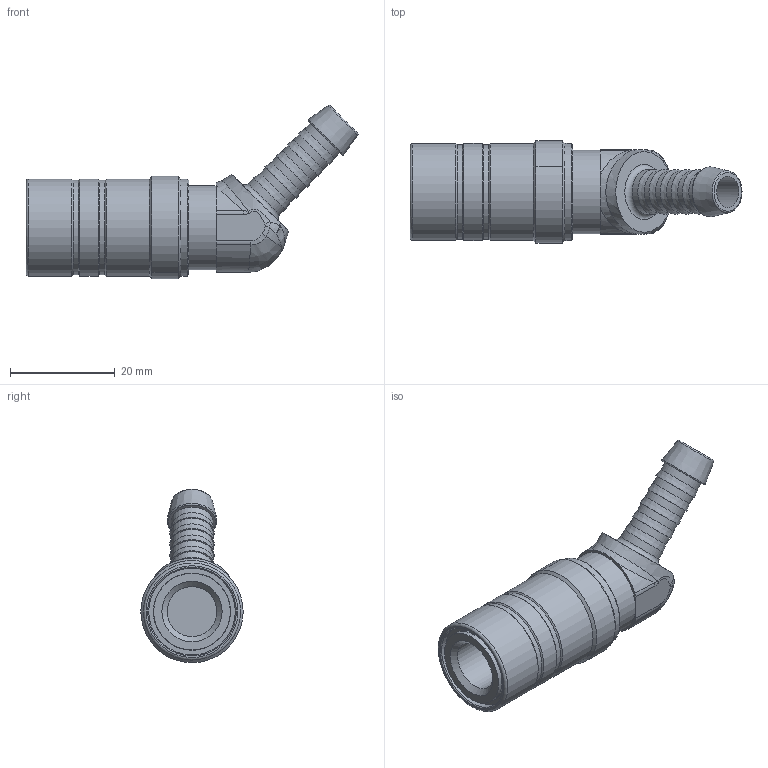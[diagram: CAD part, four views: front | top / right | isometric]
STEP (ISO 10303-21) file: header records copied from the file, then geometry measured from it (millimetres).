
FILE_DESCRIPTION(/* description */ (''),/* implementation_level */ '2;1');
FILE_NAME(/* name */ 'ESFM 9 TL-45.stp',/* time_stamp */ '2024-11-06T08:32:23+01:00',/* author */ ('meier'),/* organization */ (''),/* preprocessor_version */ 'ST-DEVELOPER v18.1',/* originating_system */ 'Autodesk Inventor 2022',/* authorisation */ '0 mm^3');
FILE_SCHEMA (('AUTOMOTIVE_DESIGN { 1 0 10303 214 3 1 1 }'));
Length unit declared in the file: millimetre
Products named in the file (1): ESFM 9 TL-U
Bounding box: 63.25 x 19.5 x 33.06 mm (x, y, z)
Volume: 10242.1 mm3; surface area: 5402.7 mm2
Topology: 1 solids, 1 shells, 96 faces, 208 edges, 123 vertices
Faces by surface type: cylinder 28, bspline 23, plane 21, cone 17, torus 5, sphere 2
Full cylindrical faces by diameter (mm): 6 x1, 7 x1, 8 x5, 8.5 x1, 9.5 x1, 14.6 x1, 16 x1, 16.5 x1, 18 x2, 18.5 x4
Entity records: 3443 total; most frequent: CARTESIAN_POINT 1283, ORIENTED_EDGE 410, DIRECTION 409, EDGE_CURVE 205, AXIS2_PLACEMENT_3D 176, VERTEX_POINT 123, EDGE_LOOP 108, CIRCLE 102
